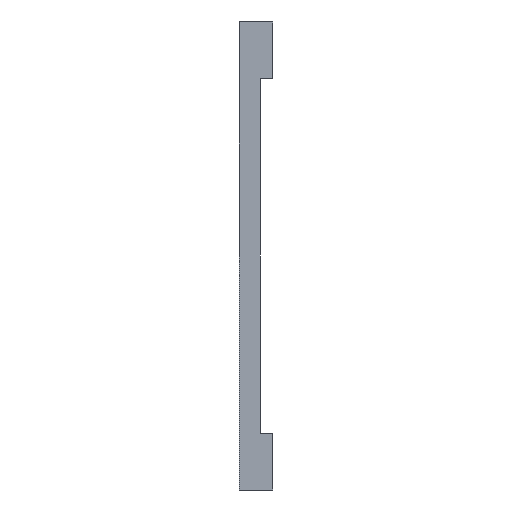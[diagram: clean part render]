
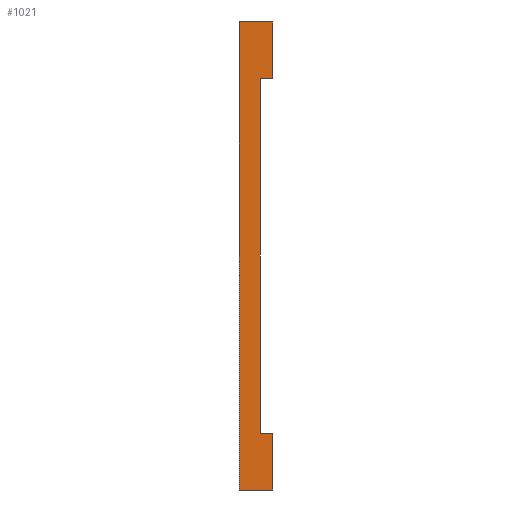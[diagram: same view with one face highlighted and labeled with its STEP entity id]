
A CAD part, left-side view. The second image highlights one B-rep face of the part: STEP entity #1021.
In plain terms, the highlighted planar face has unit normal (-1, 0, 0).
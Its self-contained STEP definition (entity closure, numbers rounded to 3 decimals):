
#47=PLANE('',#1096);
#93=FACE_OUTER_BOUND('',#152,.T.);
#152=EDGE_LOOP('',(#816,#817,#818,#819,#820,#821,#822,#823));
#202=LINE('',#1414,#330);
#222=LINE('',#1473,#350);
#224=LINE('',#1477,#352);
#231=LINE('',#1490,#359);
#232=LINE('',#1492,#360);
#264=LINE('',#1554,#392);
#266=LINE('',#1560,#394);
#267=LINE('',#1561,#395);
#330=VECTOR('',#1150,10.);
#350=VECTOR('',#1202,10.);
#352=VECTOR('',#1206,10.);
#359=VECTOR('',#1215,10.);
#360=VECTOR('',#1218,10.);
#392=VECTOR('',#1254,10.);
#394=VECTOR('',#1260,10.);
#395=VECTOR('',#1261,10.);
#475=VERTEX_POINT('',#1411);
#476=VERTEX_POINT('',#1413);
#498=VERTEX_POINT('',#1470);
#499=VERTEX_POINT('',#1472);
#500=VERTEX_POINT('',#1476);
#505=VERTEX_POINT('',#1488);
#533=VERTEX_POINT('',#1553);
#535=VERTEX_POINT('',#1559);
#572=EDGE_CURVE('',#475,#476,#202,.T.);
#600=EDGE_CURVE('',#498,#499,#222,.T.);
#602=EDGE_CURVE('',#500,#476,#224,.T.);
#609=EDGE_CURVE('',#475,#505,#231,.T.);
#610=EDGE_CURVE('',#500,#498,#232,.T.);
#642=EDGE_CURVE('',#499,#533,#264,.T.);
#645=EDGE_CURVE('',#535,#505,#266,.T.);
#646=EDGE_CURVE('',#533,#535,#267,.T.);
#816=ORIENTED_EDGE('',*,*,#645,.F.);
#817=ORIENTED_EDGE('',*,*,#646,.F.);
#818=ORIENTED_EDGE('',*,*,#642,.F.);
#819=ORIENTED_EDGE('',*,*,#600,.F.);
#820=ORIENTED_EDGE('',*,*,#610,.F.);
#821=ORIENTED_EDGE('',*,*,#602,.T.);
#822=ORIENTED_EDGE('',*,*,#572,.F.);
#823=ORIENTED_EDGE('',*,*,#609,.T.);
#1021=ADVANCED_FACE('',(#93),#47,.T.);
#1096=AXIS2_PLACEMENT_3D('',#1558,#1258,#1259);
#1150=DIRECTION('',(0.,0.,-1.));
#1202=DIRECTION('',(0.,-1.,0.));
#1206=DIRECTION('',(0.,-1.,0.));
#1215=DIRECTION('',(0.,1.,0.));
#1218=DIRECTION('',(0.,0.,-1.));
#1254=DIRECTION('',(0.,0.,-1.));
#1258=DIRECTION('center_axis',(-1.,0.,0.));
#1259=DIRECTION('ref_axis',(0.,0.,1.));
#1260=DIRECTION('',(0.,0.,1.));
#1261=DIRECTION('',(0.,1.,0.));
#1411=CARTESIAN_POINT('',(-47.,-1.75,32.98));
#1413=CARTESIAN_POINT('',(-47.,-1.75,24.98));
#1414=CARTESIAN_POINT('',(-47.,-1.75,24.98));
#1470=CARTESIAN_POINT('',(-47.,0.,-24.98));
#1472=CARTESIAN_POINT('',(-47.,-1.75,-24.98));
#1473=CARTESIAN_POINT('',(-47.,3.,-24.98));
#1476=CARTESIAN_POINT('',(-47.,0.,24.98));
#1477=CARTESIAN_POINT('',(-47.,3.,24.98));
#1488=CARTESIAN_POINT('',(-47.,3.,32.98));
#1490=CARTESIAN_POINT('',(-47.,0.,32.98));
#1492=CARTESIAN_POINT('',(-47.,0.,32.98));
#1553=CARTESIAN_POINT('',(-47.,-1.75,-32.98));
#1554=CARTESIAN_POINT('',(-47.,-1.75,-24.98));
#1558=CARTESIAN_POINT('Origin',(-47.,0.,-32.98));
#1559=CARTESIAN_POINT('',(-47.,3.,-32.98));
#1560=CARTESIAN_POINT('',(-47.,3.,32.98));
#1561=CARTESIAN_POINT('',(-47.,0.,-32.98));
